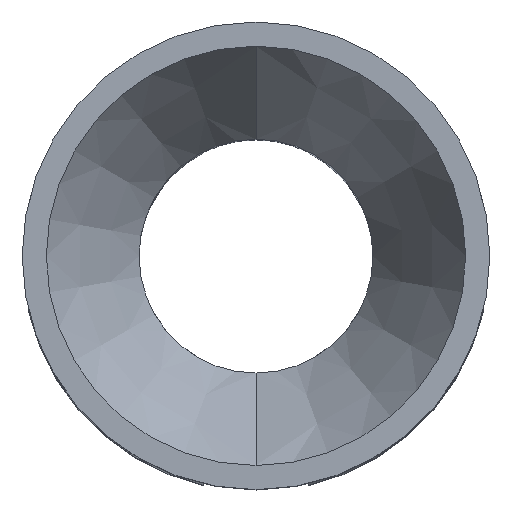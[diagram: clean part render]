
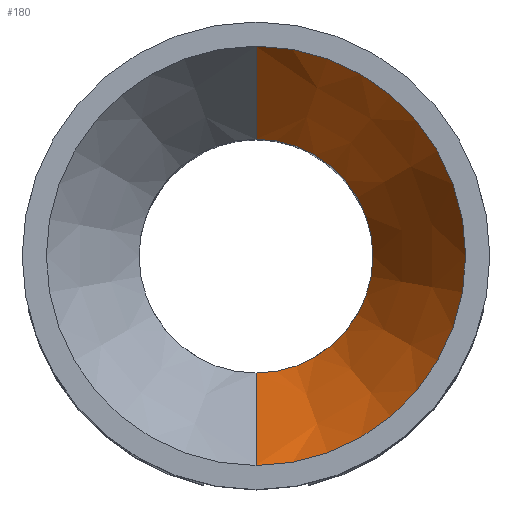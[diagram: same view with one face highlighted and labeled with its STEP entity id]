
A CAD part, top view. The second image highlights one B-rep face of the part: STEP entity #180.
In plain terms, the highlighted conical face has half-angle 30 degrees and reference radius 0.577 mm.
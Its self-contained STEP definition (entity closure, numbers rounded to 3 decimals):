
#139=CARTESIAN_POINT('',(0.,0.0,-0.109));
#140=DIRECTION('',(0.,0.,1.0));
#141=DIRECTION('',(0.0,1.0,0.0));
#142=AXIS2_PLACEMENT_3D('',#139,#140,#141);
#143=CONICAL_SURFACE('',#142,0.577,30.);
#144=CARTESIAN_POINT('',(0.,0.368,-0.471));
#145=VERTEX_POINT('',#144);
#146=CARTESIAN_POINT('',(0.,0.66,0.035));
#147=VERTEX_POINT('',#146);
#148=CARTESIAN_POINT('',(0.,0.368,-0.471));
#149=DIRECTION('',(0.,0.5,0.866));
#150=VECTOR('',#149,0.584);
#151=LINE('',#148,#150);
#152=EDGE_CURVE('',#145,#147,#151,.T.);
#153=ORIENTED_EDGE('',*,*,#152,.F.);
#154=CARTESIAN_POINT('',(0.,-0.368,-0.471));
#155=VERTEX_POINT('',#154);
#156=CARTESIAN_POINT('',(0.,0.0,-0.471));
#157=DIRECTION('',(0.0,0.0,-1.0));
#158=DIRECTION('',(0.0,1.0,0.0));
#159=AXIS2_PLACEMENT_3D('',#156,#157,#158);
#160=CIRCLE('',#159,0.368);
#161=EDGE_CURVE('',#145,#155,#160,.T.);
#162=ORIENTED_EDGE('',*,*,#161,.T.);
#163=CARTESIAN_POINT('',(0.,-0.66,0.035));
#164=VERTEX_POINT('',#163);
#165=CARTESIAN_POINT('',(0.,-0.368,-0.471));
#166=DIRECTION('',(0.,-0.5,0.866));
#167=VECTOR('',#166,0.584);
#168=LINE('',#165,#167);
#169=EDGE_CURVE('',#155,#164,#168,.T.);
#170=ORIENTED_EDGE('',*,*,#169,.T.);
#171=CARTESIAN_POINT('',(0.,0.0,0.035));
#172=DIRECTION('',(0.0,0.0,1.0));
#173=DIRECTION('',(0.0,1.0,0.0));
#174=AXIS2_PLACEMENT_3D('',#171,#172,#173);
#175=CIRCLE('',#174,0.66);
#176=EDGE_CURVE('',#164,#147,#175,.T.);
#177=ORIENTED_EDGE('',*,*,#176,.T.);
#178=EDGE_LOOP('',(#153,#162,#170,#177));
#179=FACE_OUTER_BOUND('',#178,.T.);
#180=ADVANCED_FACE('',(#179),#143,.F.);
